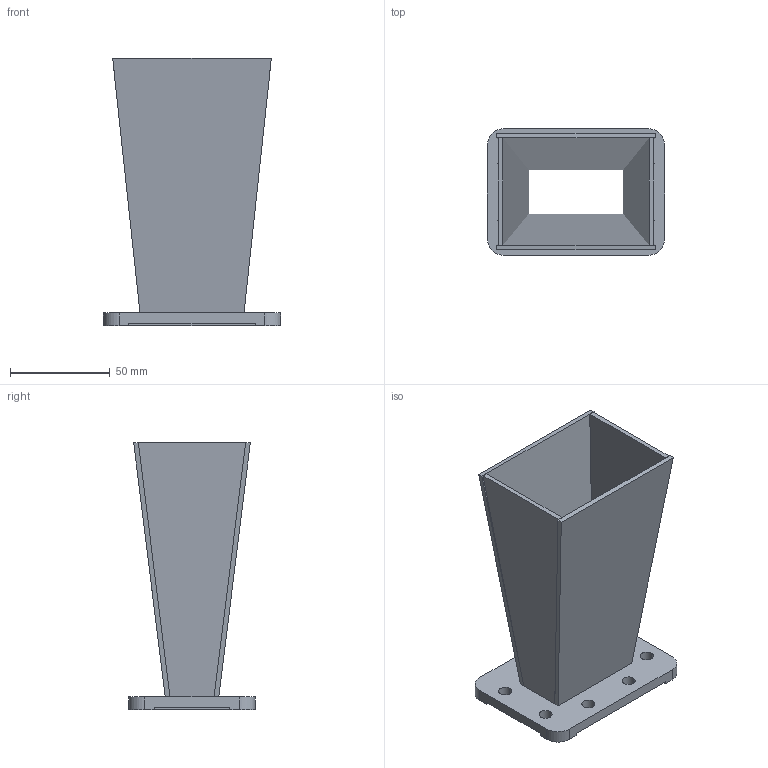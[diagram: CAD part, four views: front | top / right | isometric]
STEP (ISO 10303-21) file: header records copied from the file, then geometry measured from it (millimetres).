
FILE_DESCRIPTION (( 'STEP AP203' ), '1' );
FILE_NAME ('FM9861B-10-CPRG_3D.STEP', '2022-12-02T08:32:57', ( '' ), ( '' ), 'SwSTEP 2.0', 'SolidWorks 2022', '' );
FILE_SCHEMA (( 'CONFIG_CONTROL_DESIGN' ));
Length unit declared in the file: inch
Products named in the file (1): FM9861B-10-CPRG_3D
Bounding box: 88.9 x 63.5 x 134.11 mm (x, y, z)
Volume: 88108.7 mm3; surface area: 69690 mm2
Topology: 5 solids, 5 shells, 89 faces, 228 edges, 152 vertices
Faces by surface type: plane 65, cylinder 24
Entity records: 2809 total; most frequent: CARTESIAN_POINT 506, ORIENTED_EDGE 456, DIRECTION 444, EDGE_CURVE 228, VECTOR 168, LINE 168, VERTEX_POINT 152, AXIS2_PLACEMENT_3D 138
